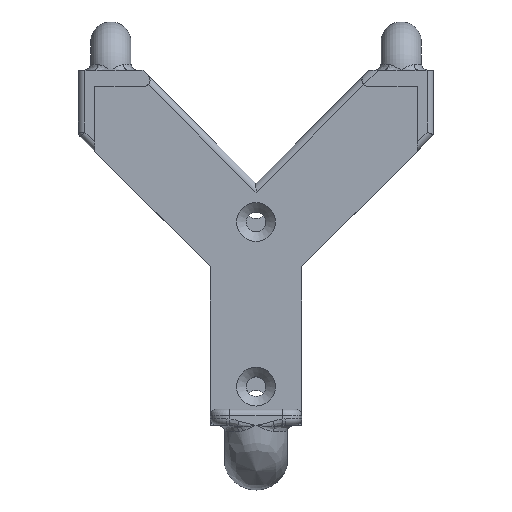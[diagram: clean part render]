
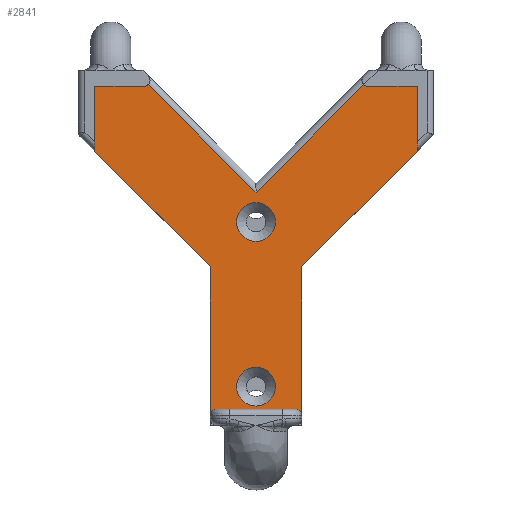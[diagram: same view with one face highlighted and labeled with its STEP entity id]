
A CAD part, top view. The second image highlights one B-rep face of the part: STEP entity #2841.
In plain terms, the highlighted planar face has unit normal (0, 0, 1).
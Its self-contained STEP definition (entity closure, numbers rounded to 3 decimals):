
#162=FACE_BOUND('',#591,.T.);
#163=FACE_BOUND('',#592,.T.);
#230=PLANE('',#3155);
#397=FACE_OUTER_BOUND('',#590,.T.);
#590=EDGE_LOOP('',(#2588,#2589,#2590,#2591,#2592,#2593,#2594,#2595,#2596,
#2597,#2598,#2599,#2600,#2601,#2602));
#591=EDGE_LOOP('',(#2603));
#592=EDGE_LOOP('',(#2604));
#713=LINE('',#4338,#928);
#715=LINE('',#4345,#930);
#722=LINE('',#4365,#937);
#746=LINE('',#4893,#961);
#760=LINE('',#4953,#975);
#767=LINE('',#4965,#982);
#801=LINE('',#5792,#1016);
#803=LINE('',#5795,#1018);
#807=LINE('',#5803,#1022);
#808=LINE('',#5806,#1023);
#810=LINE('',#5809,#1025);
#928=VECTOR('',#3510,10.);
#930=VECTOR('',#3518,10.);
#937=VECTOR('',#3539,10.);
#961=VECTOR('',#3643,10.);
#975=VECTOR('',#3717,10.);
#982=VECTOR('',#3732,10.);
#1016=VECTOR('',#3924,10.);
#1018=VECTOR('',#3928,10.);
#1022=VECTOR('',#3936,10.);
#1023=VECTOR('',#3941,10.);
#1025=VECTOR('',#3945,10.);
#1071=CIRCLE('',#2992,1.);
#1072=CIRCLE('',#2994,1.);
#1092=CIRCLE('',#3023,1.);
#1100=CIRCLE('',#3035,1.);
#1124=CIRCLE('',#3104,3.);
#1126=CIRCLE('',#3108,3.);
#1270=VERTEX_POINT('',#4335);
#1271=VERTEX_POINT('',#4337);
#1273=VERTEX_POINT('',#4343);
#1276=VERTEX_POINT('',#4351);
#1277=VERTEX_POINT('',#4356);
#1279=VERTEX_POINT('',#4364);
#1322=VERTEX_POINT('',#4863);
#1323=VERTEX_POINT('',#4865);
#1330=VERTEX_POINT('',#4887);
#1331=VERTEX_POINT('',#4888);
#1346=VERTEX_POINT('',#4950);
#1347=VERTEX_POINT('',#4952);
#1348=VERTEX_POINT('',#4963);
#1373=VERTEX_POINT('',#5043);
#1375=VERTEX_POINT('',#5051);
#1403=VERTEX_POINT('',#5790);
#1405=VERTEX_POINT('',#5801);
#1576=EDGE_CURVE('',#1270,#1271,#713,.T.);
#1580=EDGE_CURVE('',#1273,#1270,#715,.T.);
#1584=EDGE_CURVE('',#1276,#1273,#1071,.T.);
#1586=EDGE_CURVE('',#1271,#1277,#1072,.T.);
#1590=EDGE_CURVE('',#1279,#1277,#722,.T.);
#1650=EDGE_CURVE('',#1322,#1323,#1092,.F.);
#1661=EDGE_CURVE('',#1330,#1331,#1100,.F.);
#1664=EDGE_CURVE('',#1330,#1323,#746,.T.);
#1694=EDGE_CURVE('',#1346,#1347,#760,.T.);
#1701=EDGE_CURVE('',#1348,#1322,#767,.T.);
#1738=EDGE_CURVE('',#1373,#1373,#1124,.T.);
#1742=EDGE_CURVE('',#1375,#1375,#1126,.T.);
#1802=EDGE_CURVE('',#1403,#1348,#801,.T.);
#1804=EDGE_CURVE('',#1331,#1346,#803,.T.);
#1808=EDGE_CURVE('',#1276,#1405,#807,.T.);
#1809=EDGE_CURVE('',#1405,#1347,#808,.T.);
#1811=EDGE_CURVE('',#1403,#1279,#810,.T.);
#2588=ORIENTED_EDGE('',*,*,#1580,.F.);
#2589=ORIENTED_EDGE('',*,*,#1584,.F.);
#2590=ORIENTED_EDGE('',*,*,#1808,.T.);
#2591=ORIENTED_EDGE('',*,*,#1809,.T.);
#2592=ORIENTED_EDGE('',*,*,#1694,.F.);
#2593=ORIENTED_EDGE('',*,*,#1804,.F.);
#2594=ORIENTED_EDGE('',*,*,#1661,.F.);
#2595=ORIENTED_EDGE('',*,*,#1664,.T.);
#2596=ORIENTED_EDGE('',*,*,#1650,.F.);
#2597=ORIENTED_EDGE('',*,*,#1701,.F.);
#2598=ORIENTED_EDGE('',*,*,#1802,.F.);
#2599=ORIENTED_EDGE('',*,*,#1811,.T.);
#2600=ORIENTED_EDGE('',*,*,#1590,.T.);
#2601=ORIENTED_EDGE('',*,*,#1586,.F.);
#2602=ORIENTED_EDGE('',*,*,#1576,.F.);
#2603=ORIENTED_EDGE('',*,*,#1738,.T.);
#2604=ORIENTED_EDGE('',*,*,#1742,.T.);
#2841=ADVANCED_FACE('',(#397,#162,#163),#230,.T.);
#2992=AXIS2_PLACEMENT_3D('',#4353,#3525,#3526);
#2994=AXIS2_PLACEMENT_3D('',#4357,#3530,#3531);
#3023=AXIS2_PLACEMENT_3D('',#4866,#3610,#3611);
#3035=AXIS2_PLACEMENT_3D('',#4889,#3637,#3638);
#3104=AXIS2_PLACEMENT_3D('',#5044,#3819,#3820);
#3108=AXIS2_PLACEMENT_3D('',#5052,#3829,#3830);
#3155=AXIS2_PLACEMENT_3D('',#5808,#3943,#3944);
#3510=DIRECTION('',(0.707,0.707,0.));
#3518=DIRECTION('',(0.707,-0.707,0.));
#3525=DIRECTION('center_axis',(0.,0.,1.));
#3526=DIRECTION('ref_axis',(0.924,-0.383,0.));
#3530=DIRECTION('center_axis',(0.,0.,1.));
#3531=DIRECTION('ref_axis',(-0.924,-0.383,0.));
#3539=DIRECTION('',(-1.,0.,0.));
#3610=DIRECTION('center_axis',(0.,0.,-1.));
#3611=DIRECTION('ref_axis',(0.707,0.707,0.));
#3637=DIRECTION('center_axis',(0.,0.,-1.));
#3638=DIRECTION('ref_axis',(-0.707,0.707,0.));
#3643=DIRECTION('',(1.,0.,0.));
#3717=DIRECTION('',(-0.707,0.707,0.));
#3732=DIRECTION('',(0.,-1.,0.));
#3819=DIRECTION('center_axis',(0.,0.,-1.));
#3820=DIRECTION('ref_axis',(1.,0.,0.));
#3829=DIRECTION('center_axis',(0.,0.,-1.));
#3830=DIRECTION('ref_axis',(1.,0.,0.));
#3924=DIRECTION('',(-0.707,-0.707,0.));
#3928=DIRECTION('',(0.,1.,0.));
#3936=DIRECTION('',(-1.,0.,0.));
#3941=DIRECTION('',(0.,-1.,0.));
#3943=DIRECTION('center_axis',(0.,0.,1.));
#3944=DIRECTION('ref_axis',(1.,0.,0.));
#3945=DIRECTION('',(0.,1.,0.));
#4335=CARTESIAN_POINT('',(0.,8.586,2.5));
#4337=CARTESIAN_POINT('',(16.707,25.293,2.5));
#4338=CARTESIAN_POINT('',(-1.793,6.793,2.5));
#4343=CARTESIAN_POINT('',(-16.707,25.293,2.5));
#4345=CARTESIAN_POINT('',(-6.957,15.543,2.5));
#4351=CARTESIAN_POINT('',(-17.414,25.,2.5));
#4353=CARTESIAN_POINT('Origin',(-17.414,26.,2.5));
#4356=CARTESIAN_POINT('',(17.414,25.,2.5));
#4357=CARTESIAN_POINT('Origin',(17.414,26.,2.5));
#4364=CARTESIAN_POINT('',(25.,25.,2.5));
#4365=CARTESIAN_POINT('',(-12.5,25.,2.5));
#4863=CARTESIAN_POINT('',(7.071,-26.,2.5));
#4865=CARTESIAN_POINT('',(6.071,-25.,2.5));
#4866=CARTESIAN_POINT('Origin',(6.071,-26.,2.5));
#4887=CARTESIAN_POINT('',(-6.071,-25.,2.5));
#4888=CARTESIAN_POINT('',(-7.071,-26.,2.5));
#4889=CARTESIAN_POINT('Origin',(-6.071,-26.,2.5));
#4893=CARTESIAN_POINT('',(12.5,-25.,2.5));
#4950=CARTESIAN_POINT('',(-7.071,-2.929,2.5));
#4952=CARTESIAN_POINT('',(-25.,15.,2.5));
#4953=CARTESIAN_POINT('',(-6.036,-3.965,2.5));
#4963=CARTESIAN_POINT('',(7.071,-2.929,2.5));
#4965=CARTESIAN_POINT('',(7.071,-1.465,2.5));
#5043=CARTESIAN_POINT('',(-3.,4.,2.5));
#5044=CARTESIAN_POINT('Origin',(0.,4.,2.5));
#5051=CARTESIAN_POINT('',(-3.,-21.5,2.5));
#5052=CARTESIAN_POINT('Origin',(0.,-21.5,2.5));
#5790=CARTESIAN_POINT('',(25.,15.,2.5));
#5792=CARTESIAN_POINT('',(16.25,6.25,2.5));
#5795=CARTESIAN_POINT('',(-7.071,-13.75,2.5));
#5801=CARTESIAN_POINT('',(-25.,25.,2.5));
#5803=CARTESIAN_POINT('',(-12.5,25.,2.5));
#5806=CARTESIAN_POINT('',(-25.,-12.5,2.5));
#5808=CARTESIAN_POINT('Origin',(0.,0.,2.5));
#5809=CARTESIAN_POINT('',(25.,12.5,2.5));
